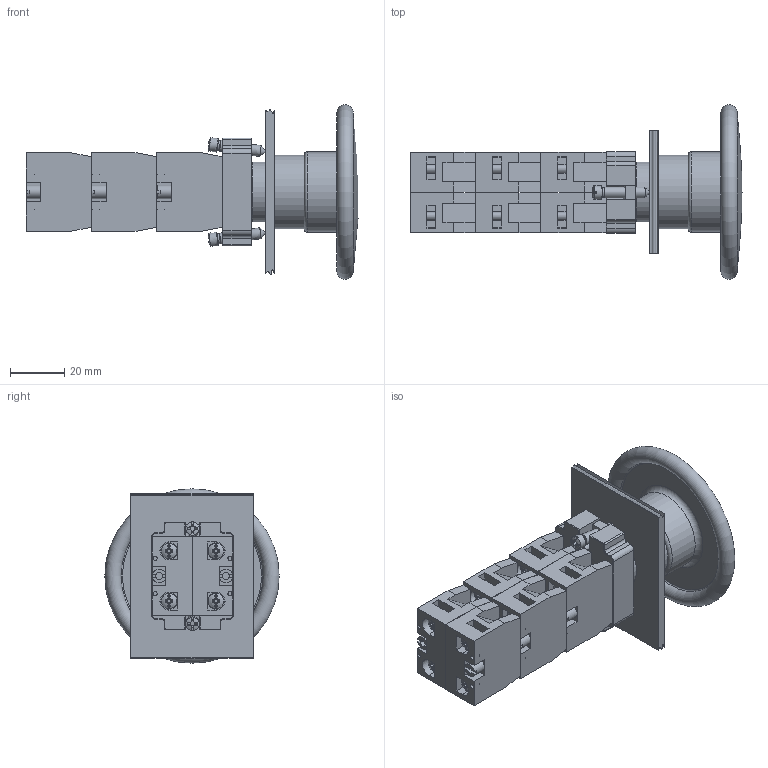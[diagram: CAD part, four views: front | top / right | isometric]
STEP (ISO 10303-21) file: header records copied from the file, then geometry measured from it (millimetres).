
FILE_DESCRIPTION(/* description */ (''),/* implementation_level */ '2;1');
FILE_NAME(/* name */ '2AMJX.stp',/* time_stamp */ '2016-07-15T11:20:07-04:00',/* author */ ('CAD Station'),/* organization */ (''),/* preprocessor_version */ 'ST-DEVELOPER v16.1',/* originating_system */ 'Autodesk Inventor 2016',/* authorisation */ '');
FILE_SCHEMA (('AUTOMOTIVE_DESIGN { 1 0 10303 214 3 1 1 }'));
Length unit declared in the file: millimetre
Products named in the file (14): 2AMJx; rubber_gasket; 2AMJx_1; 2BRK; DIN 7985 (Z) M4x18-Z; 2BRK_1; S1; screw; DIN 7985 (H) M3x10-H; S1_1; S2; S2_1; panel; 2AMJx_TOP
Assembly tree (22 placements, depth 3):
  2AMJx_TOP
    2AMJx_1
      2AMJx
      rubber_gasket
    2BRK_1
      2BRK
      DIN 7985 (Z) M4x18-Z  x2
    S1_1  x3
      S1
      screw
      DIN 7985 (H) M3x10-H
    S2_1  x3
      S2
      screw
      DIN 7985 (H) M3x10-H
    panel
Bounding box: 121.87 x 64 x 64 mm (x, y, z)
Volume: 97941.4 mm3; surface area: 52422.3 mm2
Topology: 30 solids, 30 shells, 1211 faces, 3152 edges, 2066 vertices
Faces by surface type: plane 737, cylinder 216, cone 195, sphere 29, torus 28, bspline 6
Full cylindrical faces by diameter (mm): 1.5 x24, 2.5 x12, 2.6 x12, 2.75 x12, 3 x20, 3.65 x2, 4 x2, 5 x8, 18 x1, 20.3 x1, 22 x2, 22.25 x1, 22.5 x1, 24 x1, 24.25 x1, 25 x1, 27 x1, 27.1 x1, 29.399 x1
Entity records: 12882 total; most frequent: CARTESIAN_POINT 2351, DIRECTION 2200, ORIENTED_EDGE 1996, EDGE_CURVE 998, AXIS2_PLACEMENT_3D 786, VERTEX_POINT 682, LINE 628, VECTOR 628
